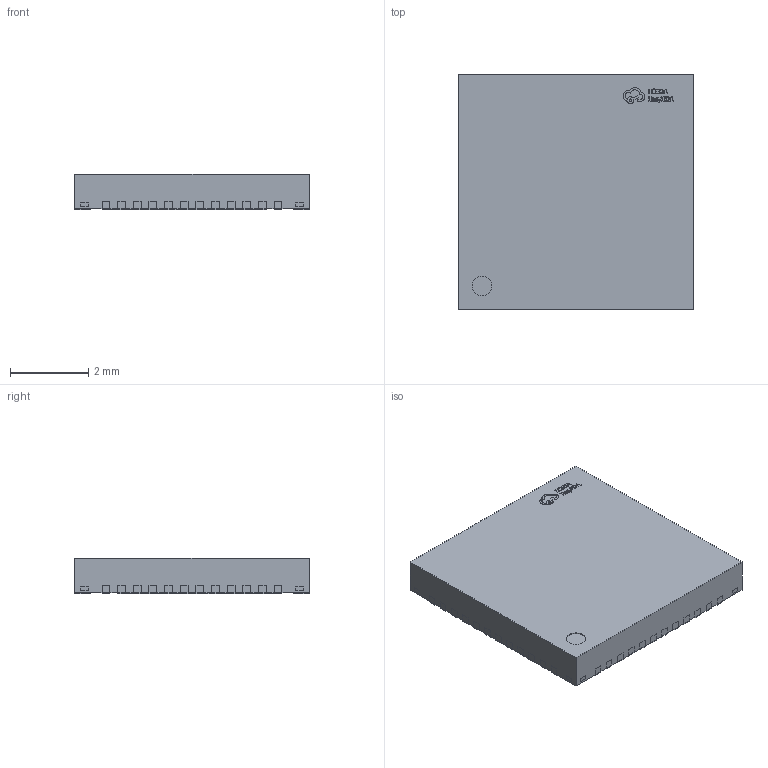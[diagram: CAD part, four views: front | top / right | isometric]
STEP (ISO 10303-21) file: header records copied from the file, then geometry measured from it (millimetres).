
FILE_DESCRIPTION (( 'STEP AP214' ), '1' );
FILE_NAME ('VQFN-48_L6.0-W6.0-H0.9-P0.50-BL-EP.step', '2022-07-15T04:16:03', ( '' ), ( '' ), 'SwSTEP 2.0', 'SolidWorks 2020', '' );
FILE_SCHEMA (( 'AUTOMOTIVE_DESIGN' ));
Length unit declared in the file: millimetre
Products named in the file (1): VQFN-48_L6.0-W6.0-H0.9-P0.50-BL-EP
Bounding box: 6 x 6 x 0.9 mm (x, y, z)
Surface area: 160.8 mm2
Topology: 111 solids, 111 shells, 1370 faces, 3428 edges, 2296 vertices
Faces by surface type: plane 968, cylinder 290, bspline 112
Entity records: 57411 total; most frequent: CARTESIAN_POINT 9199, ORIENTED_EDGE 6856, DIRECTION 6298, EDGE_CURVE 3428, LINE 2620, VECTOR 2620, VERTEX_POINT 2296, AXIS2_PLACEMENT_3D 1839
